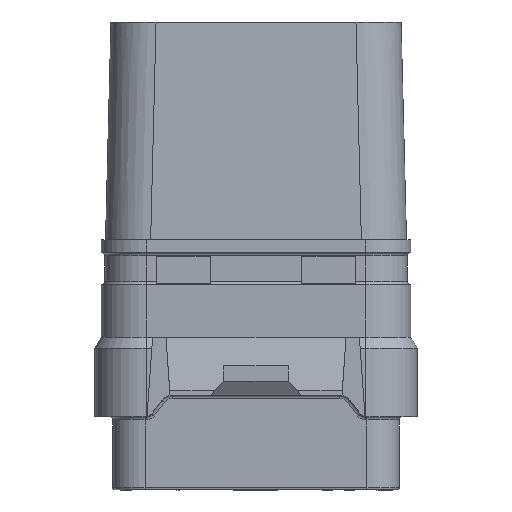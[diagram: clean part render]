
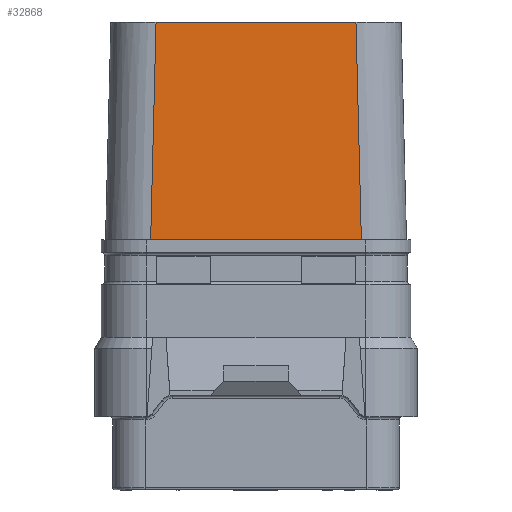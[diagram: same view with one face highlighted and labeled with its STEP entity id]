
A CAD part, front view. The second image highlights one B-rep face of the part: STEP entity #32868.
In plain terms, the highlighted planar face has unit normal (0, -1, 0.025).
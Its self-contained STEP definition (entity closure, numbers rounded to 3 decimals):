
#47=DIRECTION('',(1.,0.,0.));
#48=VECTOR('',#47,9.8);
#49=CARTESIAN_POINT('',(-4.9,-6.,0.));
#50=LINE('',#49,#48);
#97=DIRECTION('',(-0.025,0.025,0.999));
#98=VECTOR('',#97,10.126);
#99=CARTESIAN_POINT('',(4.9,-6.,0.));
#100=LINE('',#99,#98);
#101=DIRECTION('',(0.025,0.025,0.999));
#102=VECTOR('',#101,10.126);
#103=CARTESIAN_POINT('',(-4.9,-6.,0.));
#104=LINE('',#103,#102);
#4354=DIRECTION('',(1.,0.,0.));
#4355=VECTOR('',#4354,9.3);
#4356=CARTESIAN_POINT('',(-4.65,-5.75,10.12));
#4357=LINE('',#4356,#4355);
#25760=CARTESIAN_POINT('',(-4.65,-5.75,10.12));
#25761=VERTEX_POINT('',#25760);
#25762=CARTESIAN_POINT('',(4.65,-5.75,10.12));
#25763=VERTEX_POINT('',#25762);
#25776=CARTESIAN_POINT('',(-4.9,-6.,0.));
#25777=VERTEX_POINT('',#25776);
#25778=CARTESIAN_POINT('',(4.9,-6.,0.));
#25779=VERTEX_POINT('',#25778);
#32855=CARTESIAN_POINT('',(0.,-5.875,5.06));
#32856=DIRECTION('',(0.,-1.,0.025));
#32857=DIRECTION('',(1.,0.,0.));
#32858=AXIS2_PLACEMENT_3D('',#32855,#32856,#32857);
#32859=PLANE('',#32858);
#32860=ORIENTED_EDGE('',*,*,#32687,.F.);
#32862=ORIENTED_EDGE('',*,*,#32861,.T.);
#32864=ORIENTED_EDGE('',*,*,#32863,.T.);
#32865=ORIENTED_EDGE('',*,*,#32847,.F.);
#32866=EDGE_LOOP('',(#32860,#32862,#32864,#32865));
#32867=FACE_OUTER_BOUND('',#32866,.F.);
#32868=ADVANCED_FACE('',(#32867),#32859,.T.);
#32687=EDGE_CURVE('',#25777,#25779,#50,.T.);
#32847=EDGE_CURVE('',#25779,#25763,#100,.T.);
#32861=EDGE_CURVE('',#25777,#25761,#104,.T.);
#32863=EDGE_CURVE('',#25761,#25763,#4357,.T.);
